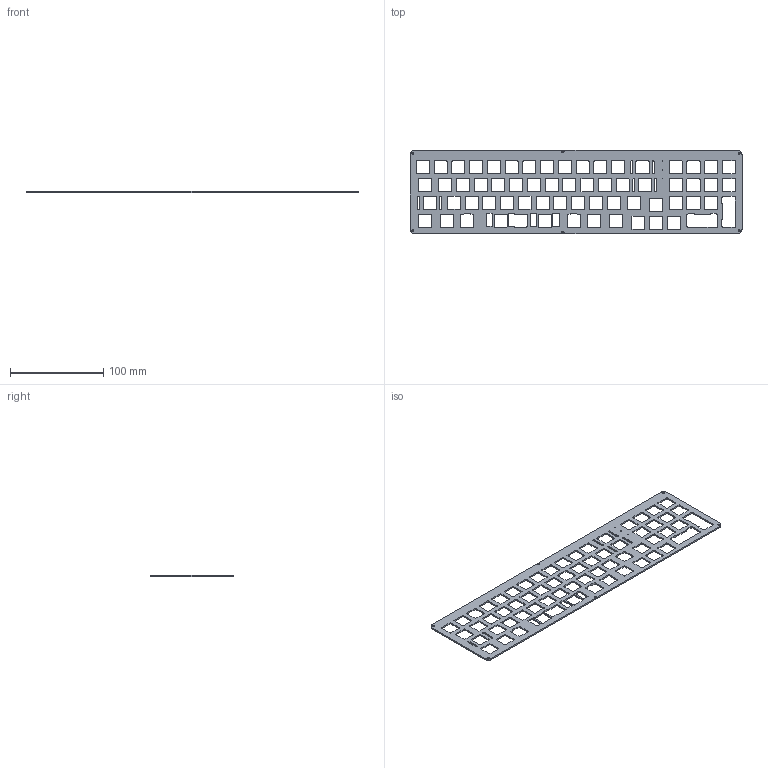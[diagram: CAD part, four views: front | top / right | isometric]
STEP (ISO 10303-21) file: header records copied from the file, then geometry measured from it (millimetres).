
FILE_DESCRIPTION(('KiCad electronic assembly'),'2;1');
FILE_NAME('kastenwagen-plate.step','2021-03-29T11:34:33',('An Author'),( 'A Company'),'Open CASCADE STEP processor 6.9', 'KiCad to STEP converter','Unknown');
FILE_SCHEMA(('AUTOMOTIVE_DESIGN { 1 0 10303 214 1 1 1 1 }'));
Length unit declared in the file: millimetre
Products named in the file (2): Open CASCADE STEP translator 6.9 1; COMPOUND
Assembly tree (1 placements, depth 2):
  Open CASCADE STEP translator 6.9 1
    COMPOUND
Bounding box: 356.5 x 89.5 x 1.6 mm (x, y, z)
Volume: 29154 mm3; surface area: 44234.4 mm2
Topology: 1 solids, 1 shells, 645 faces, 1929 edges, 1286 vertices
Faces by surface type: cylinder 333, plane 312
Full cylindrical faces by diameter (mm): 1 x3, 2.3 x6
Entity records: 47361 total; most frequent: DIRECTION 7747, CARTESIAN_POINT 7720, LINE 4455, VECTOR 4455, ORIENTED_EDGE 3858, PCURVE 3858, DEFINITIONAL_REPRESENTATION 3858, EDGE_CURVE 1929
